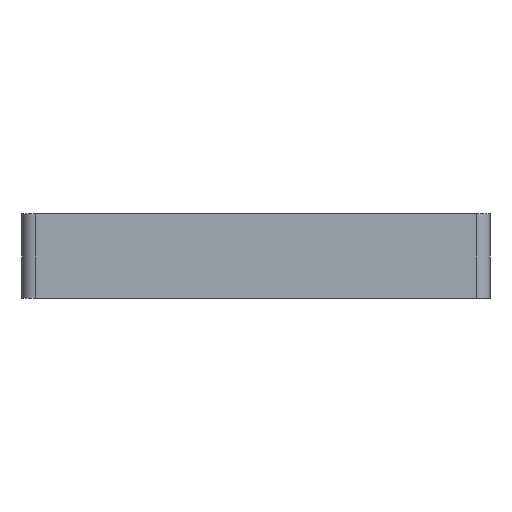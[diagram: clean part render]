
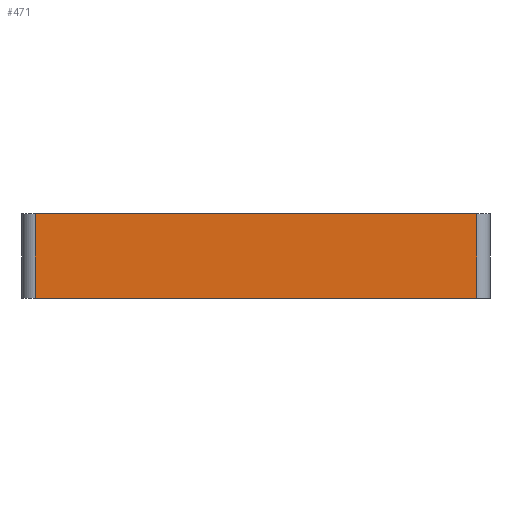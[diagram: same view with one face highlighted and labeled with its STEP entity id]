
A CAD part, front view. The second image highlights one B-rep face of the part: STEP entity #471.
In plain terms, the highlighted planar face has unit normal (0, -1, 0).
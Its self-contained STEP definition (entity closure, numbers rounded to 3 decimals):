
#6 = CARTESIAN_POINT ( 'NONE',  ( 68., -90., 12.7 ) ) ;
#10 = LINE ( 'NONE', #635, #849 ) ;
#22 = VERTEX_POINT ( 'NONE', #780 ) ;
#139 = ORIENTED_EDGE ( 'NONE', *, *, #883, .T. ) ;
#173 = CARTESIAN_POINT ( 'NONE',  ( 0., -90., 12.7 ) ) ;
#335 = AXIS2_PLACEMENT_3D ( 'NONE', #173, #579, #663 ) ;
#337 = EDGE_LOOP ( 'NONE', ( #728, #139, #564, #895 ) ) ;
#413 = DIRECTION ( 'NONE',  ( 1., 0., 0. ) ) ;
#428 = VECTOR ( 'NONE', #592, 1000. ) ;
#432 = FACE_OUTER_BOUND ( 'NONE', #337, .T. ) ;
#471 = ADVANCED_FACE ( 'NONE', ( #432 ), #924, .F. ) ;
#564 = ORIENTED_EDGE ( 'NONE', *, *, #768, .T. ) ;
#570 = CARTESIAN_POINT ( 'NONE',  ( 0., -90., 0. ) ) ;
#579 = DIRECTION ( 'NONE',  ( 0., 1., 0. ) ) ;
#592 = DIRECTION ( 'NONE',  ( 0., 0., -1. ) ) ;
#606 = VERTEX_POINT ( 'NONE', #726 ) ;
#635 = CARTESIAN_POINT ( 'NONE',  ( 68., -90., 12.7 ) ) ;
#643 = EDGE_CURVE ( 'NONE', #606, #838, #10, .T. ) ;
#655 = VECTOR ( 'NONE', #413, 1000. ) ;
#660 = CARTESIAN_POINT ( 'NONE',  ( 0., -90., 12.7 ) ) ;
#663 = DIRECTION ( 'NONE',  ( -1., 0., 0. ) ) ;
#726 = CARTESIAN_POINT ( 'NONE',  ( 68., -90., 0. ) ) ;
#728 = ORIENTED_EDGE ( 'NONE', *, *, #753, .F. ) ;
#751 = CARTESIAN_POINT ( 'NONE',  ( 2., -90., 12.7 ) ) ;
#753 = EDGE_CURVE ( 'NONE', #826, #838, #813, .T. ) ;
#758 = LINE ( 'NONE', #570, #655 ) ;
#766 = CARTESIAN_POINT ( 'NONE',  ( 2., -90., 12.7 ) ) ;
#768 = EDGE_CURVE ( 'NONE', #22, #606, #758, .T. ) ;
#780 = CARTESIAN_POINT ( 'NONE',  ( 2., -90., 0. ) ) ;
#781 = LINE ( 'NONE', #766, #428 ) ;
#813 = LINE ( 'NONE', #660, #998 ) ;
#826 = VERTEX_POINT ( 'NONE', #751 ) ;
#828 = DIRECTION ( 'NONE',  ( 1., 0., 0. ) ) ;
#838 = VERTEX_POINT ( 'NONE', #6 ) ;
#849 = VECTOR ( 'NONE', #970, 1000. ) ;
#883 = EDGE_CURVE ( 'NONE', #826, #22, #781, .T. ) ;
#895 = ORIENTED_EDGE ( 'NONE', *, *, #643, .T. ) ;
#924 = PLANE ( 'NONE',  #335 ) ;
#970 = DIRECTION ( 'NONE',  ( 0., 0., 1. ) ) ;
#998 = VECTOR ( 'NONE', #828, 1000. ) ;
